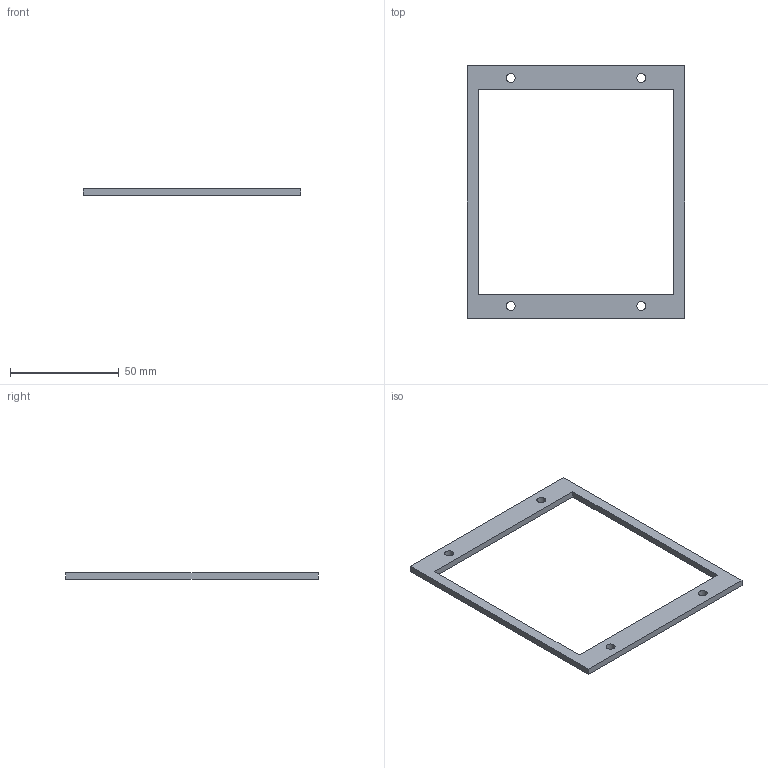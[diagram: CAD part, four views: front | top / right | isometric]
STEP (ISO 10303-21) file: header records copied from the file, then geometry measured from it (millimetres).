
FILE_DESCRIPTION(('HOOPS Exchange Step'),'2;1');
FILE_NAME('export-353A2BD0-9ECD-4E3D-8D94-98BF5E20D4F5.stp','2021-05-02T16:55:56-07:00',('andy'),('Alibre'),'HOOPS Exchange 2020.1','Alibre','Unknown authorisation');
FILE_SCHEMA( ('AP242_MANAGED_MODEL_BASED_3D_ENGINEERING_MIM_LF {1 0 10303 442 1 1 4 }') );
Length unit declared in the file: centimetre
Products named in the file (1): CoolantCollector
Bounding box: 100 x 116 x 3 mm (x, y, z)
Volume: 9261.6 mm3; surface area: 8728.9 mm2
Topology: 1 solids, 1 shells, 14 faces, 44 edges, 32 vertices
Faces by surface type: plane 10, cylinder 4
Full cylindrical faces by diameter (mm): 4.1 x4
Entity records: 558 total; most frequent: CARTESIAN_POINT 92, DIRECTION 92, ORIENTED_EDGE 88, EDGE_CURVE 44, AXIS2_PLACEMENT_3D 32, VERTEX_POINT 32, VECTOR 28, LINE 28
